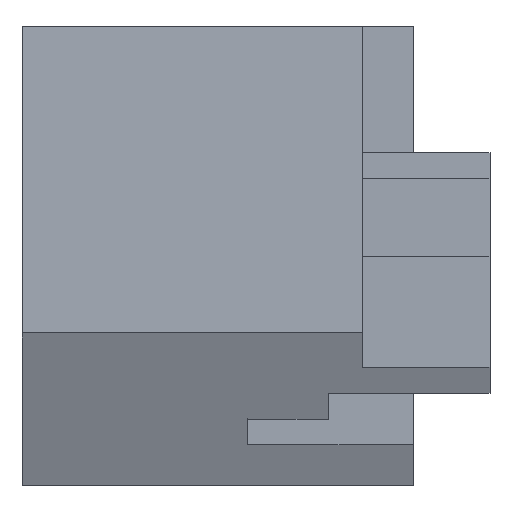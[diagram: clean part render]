
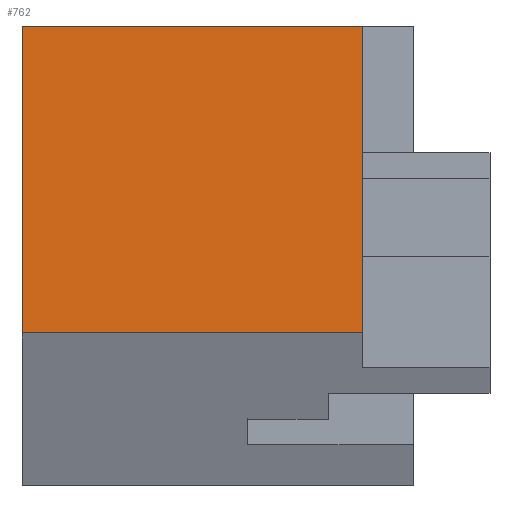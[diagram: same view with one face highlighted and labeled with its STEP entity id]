
A CAD part, left-side view. The second image highlights one B-rep face of the part: STEP entity #762.
In plain terms, the highlighted planar face has unit normal (-1, 0, 0.027).
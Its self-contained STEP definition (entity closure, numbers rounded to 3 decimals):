
#122=ORIENTED_EDGE('',*,*,#308,.F.);
#123=ORIENTED_EDGE('',*,*,#309,.F.);
#124=ORIENTED_EDGE('',*,*,#310,.T.);
#125=ORIENTED_EDGE('',*,*,#277,.T.);
#277=EDGE_CURVE('',#377,#376,#453,.T.);
#308=EDGE_CURVE('',#399,#376,#482,.T.);
#309=EDGE_CURVE('',#400,#399,#483,.T.);
#310=EDGE_CURVE('',#400,#377,#484,.T.);
#376=VERTEX_POINT('',#1127);
#377=VERTEX_POINT('',#1129);
#399=VERTEX_POINT('',#1186);
#400=VERTEX_POINT('',#1190);
#453=LINE('',#1128,#549);
#482=LINE('',#1187,#578);
#483=LINE('',#1189,#579);
#484=LINE('',#1191,#580);
#549=VECTOR('',#907,1000.);
#578=VECTOR('',#950,1000.);
#579=VECTOR('',#953,1000.);
#580=VECTOR('',#954,1000.);
#626=EDGE_LOOP('',(#122,#123,#124,#125));
#676=FACE_BOUND('',#626,.T.);
#724=PLANE('',#821);
#762=ADVANCED_FACE('',(#676),#724,.T.);
#821=AXIS2_PLACEMENT_3D('',#1188,#951,#952);
#907=DIRECTION('',(0.,-1.,0.));
#950=DIRECTION('',(-0.027,0.,-1.));
#951=DIRECTION('',(-1.,0.,0.027));
#952=DIRECTION('',(0.027,0.,1.));
#953=DIRECTION('',(0.,-1.,0.));
#954=DIRECTION('',(-0.027,0.,-1.));
#1127=CARTESIAN_POINT('',(-105.233,0.,16.419));
#1128=CARTESIAN_POINT('',(-105.233,20.,16.419));
#1129=CARTESIAN_POINT('',(-105.233,20.,16.419));
#1186=CARTESIAN_POINT('',(-104.75,0.,34.419));
#1187=CARTESIAN_POINT('',(-104.75,0.,34.419));
#1188=CARTESIAN_POINT('',(-104.75,20.,34.419));
#1189=CARTESIAN_POINT('',(-104.75,20.,34.419));
#1190=CARTESIAN_POINT('',(-104.75,20.,34.419));
#1191=CARTESIAN_POINT('',(-104.75,20.,34.419));
